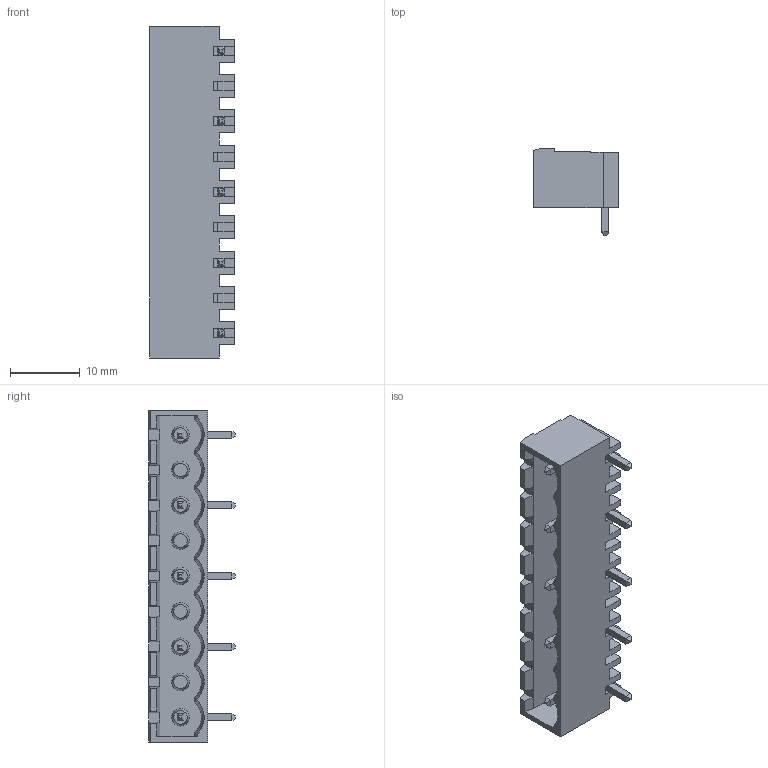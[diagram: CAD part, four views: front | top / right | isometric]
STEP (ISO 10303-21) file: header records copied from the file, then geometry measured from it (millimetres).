
FILE_DESCRIPTION( ( 'STEP AP214' ), '1' );
FILE_NAME( 'PV05-10,16-H-P.stp', ' ', ( ' ' ), ( ' ' ), 'PSStep 14.0', 'VISI 19.0', ' ' );
FILE_SCHEMA( ( 'AUTOMOTIVE_DESIGN { 1 0 10303 214 1 1 1 1 }' ) );
Length unit declared in the file: millimetre
Products named in the file (1): 1
Bounding box: 12.2 x 12.5 x 47.72 mm (x, y, z)
Volume: 2115.3 mm3; surface area: 3908.2 mm2
Topology: 1 solids, 10 shells, 432 faces, 1125 edges, 727 vertices
Faces by surface type: plane 400, cone 18, cylinder 14
Entity records: 16295 total; most frequent: CARTESIAN_POINT 2312, ORIENTED_EDGE 2214, DIRECTION 2010, EDGE_CURVE 1107, LINE 1034, VECTOR 1034, VERTEX_POINT 718, AXIS2_PLACEMENT_3D 488
